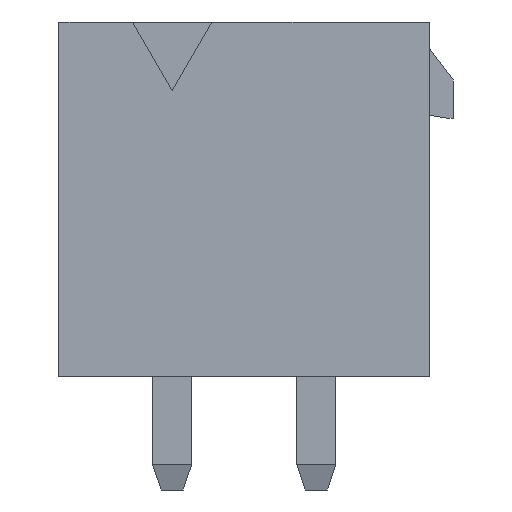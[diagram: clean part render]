
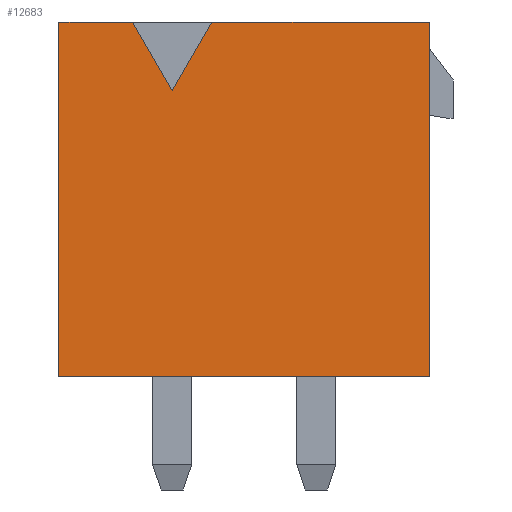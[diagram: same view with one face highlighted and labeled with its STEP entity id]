
A CAD part, left-side view. The second image highlights one B-rep face of the part: STEP entity #12683.
In plain terms, the highlighted planar face has unit normal (-1, 0, 0).
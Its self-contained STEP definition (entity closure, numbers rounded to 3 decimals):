
#8683=CARTESIAN_POINT('',(-22.895,5.385,0.));
#8684=VERTEX_POINT('',#8683);
#8691=CARTESIAN_POINT('',(-22.895,3.245,0.));
#8692=VERTEX_POINT('',#8691);
#8693=CARTESIAN_POINT('',(-22.895,5.385,0.));
#8694=DIRECTION('',(0.,-1.,0.));
#8695=VECTOR('',#8694,2.14);
#8696=LINE('',#8693,#8695);
#8697=EDGE_CURVE('',#8684,#8692,#8696,.T.);
#8715=CARTESIAN_POINT('',(-22.895,0.945,0.));
#8716=VERTEX_POINT('',#8715);
#8723=CARTESIAN_POINT('',(-22.895,-5.385,0.));
#8724=VERTEX_POINT('',#8723);
#8725=CARTESIAN_POINT('',(-22.895,0.945,0.));
#8726=DIRECTION('',(0.,-1.,0.));
#8727=VECTOR('',#8726,6.33);
#8728=LINE('',#8725,#8727);
#8729=EDGE_CURVE('',#8716,#8724,#8728,.T.);
#12625=CARTESIAN_POINT('',(-22.895,5.385,-10.29));
#12626=VERTEX_POINT('',#12625);
#12633=CARTESIAN_POINT('',(-22.895,5.385,-10.29));
#12634=DIRECTION('',(0.,0.,1.));
#12635=VECTOR('',#12634,10.29);
#12636=LINE('',#12633,#12635);
#12637=EDGE_CURVE('',#12626,#8684,#12636,.T.);
#12645=CARTESIAN_POINT('',(-22.895,0.,-5.305));
#12646=DIRECTION('',(0.,-1.,0.));
#12647=DIRECTION('',(-1.,0.,0.));
#12648=AXIS2_PLACEMENT_3D('',#12645,#12647,#12646);
#12649=PLANE('',#12648);
#12650=ORIENTED_EDGE('',*,*,#12637,.F.);
#12651=CARTESIAN_POINT('',(-22.895,-5.385,-10.29));
#12652=VERTEX_POINT('',#12651);
#12653=CARTESIAN_POINT('',(-22.895,5.385,-10.29));
#12654=DIRECTION('',(0.,-1.,0.));
#12655=VECTOR('',#12654,10.77);
#12656=LINE('',#12653,#12655);
#12657=EDGE_CURVE('',#12626,#12652,#12656,.T.);
#12658=ORIENTED_EDGE('',*,*,#12657,.T.);
#12659=CARTESIAN_POINT('',(-22.895,-5.385,-10.29));
#12660=DIRECTION('',(0.,0.,1.));
#12661=VECTOR('',#12660,10.29);
#12662=LINE('',#12659,#12661);
#12663=EDGE_CURVE('',#12652,#8724,#12662,.T.);
#12664=ORIENTED_EDGE('',*,*,#12663,.T.);
#12665=ORIENTED_EDGE('',*,*,#8729,.F.);
#12666=CARTESIAN_POINT('',(-22.895,2.095,-2.));
#12667=VERTEX_POINT('',#12666);
#12668=CARTESIAN_POINT('',(-22.895,0.945,0.));
#12669=DIRECTION('',(0.,0.498,-0.867));
#12670=VECTOR('',#12669,2.307);
#12671=LINE('',#12668,#12670);
#12672=EDGE_CURVE('',#8716,#12667,#12671,.T.);
#12673=ORIENTED_EDGE('',*,*,#12672,.T.);
#12674=CARTESIAN_POINT('',(-22.895,2.095,-2.));
#12675=DIRECTION('',(0.,0.498,0.867));
#12676=VECTOR('',#12675,2.307);
#12677=LINE('',#12674,#12676);
#12678=EDGE_CURVE('',#12667,#8692,#12677,.T.);
#12679=ORIENTED_EDGE('',*,*,#12678,.T.);
#12680=ORIENTED_EDGE('',*,*,#8697,.F.);
#12681=EDGE_LOOP('',(#12650,#12658,#12664,#12665,#12673,#12679,#12680));
#12682=FACE_OUTER_BOUND('',#12681,.T.);
#12683=ADVANCED_FACE('',(#12682),#12649,.T.);
